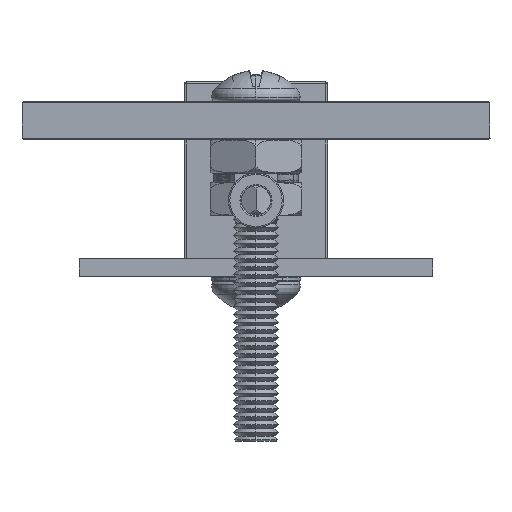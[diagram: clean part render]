
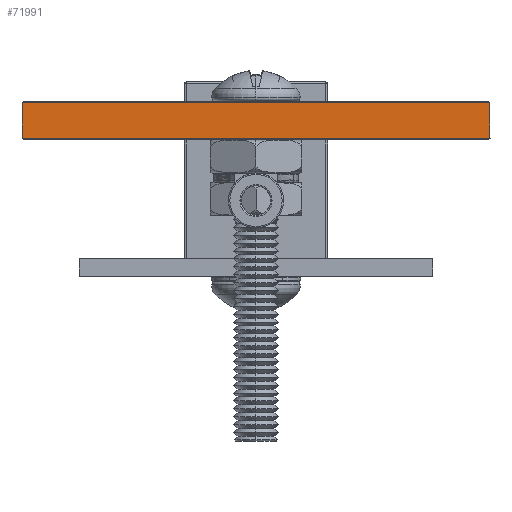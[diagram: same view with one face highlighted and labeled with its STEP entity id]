
A CAD part, left-side view. The second image highlights one B-rep face of the part: STEP entity #71991.
In plain terms, the highlighted face is planar.
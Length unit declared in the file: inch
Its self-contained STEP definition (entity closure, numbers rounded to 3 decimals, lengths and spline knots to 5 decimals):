
#41115 = CARTESIAN_POINT ( 'NONE',  ( 9.5, -0.86, 0.005 ) ) ;
#42953 = CARTESIAN_POINT ( 'NONE',  ( 9.5, 0.86, 0.005 ) ) ;
#43133 = CARTESIAN_POINT ( 'NONE',  ( 9.5, -0.86, 0.137 ) ) ;
#44598 = DIRECTION ( 'NONE',  ( 0., 0., -1. ) ) ;
#44686 = CARTESIAN_POINT ( 'NONE',  ( 9.5, 0.86, 0.142 ) ) ;
#44687 = LINE ( 'NONE', #44686, #44695 ) ;
#44695 = VECTOR ( 'NONE', #44598, 39.37008 ) ;
#45386 = AXIS2_PLACEMENT_3D ( 'NONE', #45521, #45520, #45518 ) ;
#45466 = FACE_OUTER_BOUND ( 'NONE', #70979, .T. ) ;
#45518 = DIRECTION ( 'NONE',  ( 0., 0., 1. ) ) ;
#45520 = DIRECTION ( 'NONE',  ( -1., 0., 0. ) ) ;
#45521 = CARTESIAN_POINT ( 'NONE',  ( 9.5, -0.86, 0.142 ) ) ;
#45525 = CARTESIAN_POINT ( 'NONE',  ( 9.5, -0.86, 0.142 ) ) ;
#45526 = LINE ( 'NONE', #45525, #45548 ) ;
#45529 = PLANE ( 'NONE',  #45386 ) ;
#45547 = DIRECTION ( 'NONE',  ( 0., 0., -1. ) ) ;
#45548 = VECTOR ( 'NONE', #45547, 39.37008 ) ;
#70938 = VERTEX_POINT ( 'NONE', #41115 ) ;
#70979 = EDGE_LOOP ( 'NONE', ( #71000, #70985, #71921, #72052 ) ) ;
#70985 = ORIENTED_EDGE ( 'NONE', *, *, #72022, .T. ) ;
#71000 = ORIENTED_EDGE ( 'NONE', *, *, #71998, .T. ) ;
#71614 = VERTEX_POINT ( 'NONE', #42953 ) ;
#71669 = VERTEX_POINT ( 'NONE', #43133 ) ;
#71921 = ORIENTED_EDGE ( 'NONE', *, *, #72068, .F. ) ;
#71991 = ADVANCED_FACE ( 'NONE', ( #45466 ), #45529, .F. ) ;
#71998 = EDGE_CURVE ( 'NONE', #71669, #70938, #45526, .T. ) ;
#72022 = EDGE_CURVE ( 'NONE', #70938, #71614, #91192, .T. ) ;
#72033 = VERTEX_POINT ( 'NONE', #91256 ) ;
#72052 = ORIENTED_EDGE ( 'NONE', *, *, #72072, .T. ) ;
#72068 = EDGE_CURVE ( 'NONE', #72033, #71614, #44687, .T. ) ;
#72072 = EDGE_CURVE ( 'NONE', #72033, #71669, #91751, .T. ) ;
#91191 = CARTESIAN_POINT ( 'NONE',  ( 9.5, -0.86, 0.005 ) ) ;
#91192 = LINE ( 'NONE', #91191, #91271 ) ;
#91256 = CARTESIAN_POINT ( 'NONE',  ( 9.5, 0.86, 0.137 ) ) ;
#91270 = DIRECTION ( 'NONE',  ( 0., 1., 0. ) ) ;
#91271 = VECTOR ( 'NONE', #91270, 39.37008 ) ;
#91748 = DIRECTION ( 'NONE',  ( 0., -1., 0. ) ) ;
#91749 = VECTOR ( 'NONE', #91748, 39.37008 ) ;
#91750 = CARTESIAN_POINT ( 'NONE',  ( 9.5, -0.86, 0.137 ) ) ;
#91751 = LINE ( 'NONE', #91750, #91749 ) ;
